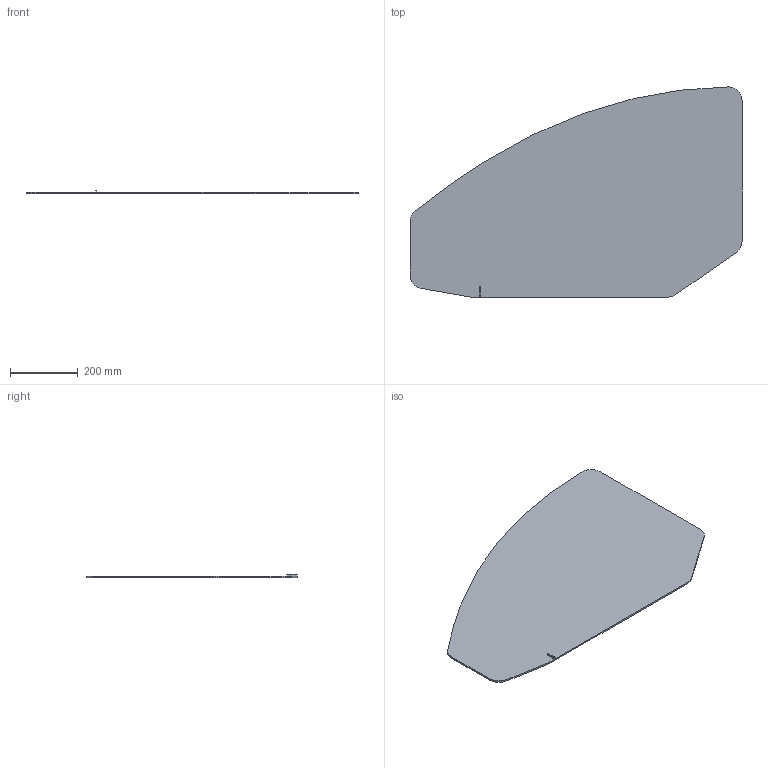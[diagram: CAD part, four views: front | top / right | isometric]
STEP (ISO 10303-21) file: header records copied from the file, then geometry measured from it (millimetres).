
FILE_DESCRIPTION (( 'STEP AP203' ), '1' );
FILE_NAME ('kinh_Default_sldprt.STEP', '2023-11-26T11:59:07', ( '' ), ( '' ), 'SwSTEP 2.0', 'SolidWorks 2019', '' );
FILE_SCHEMA (( 'CONFIG_CONTROL_DESIGN' ));
Length unit declared in the file: millimetre
Products named in the file (1): kinh_Default_sldprt
Bounding box: 977.05 x 618.43 x 10 mm (x, y, z)
Volume: 2343697.9 mm3; surface area: 951356 mm2
Topology: 1 solids, 1 shells, 17 faces, 45 edges, 30 vertices
Faces by surface type: plane 11, cylinder 5, bspline 1
Entity records: 616 total; most frequent: CARTESIAN_POINT 110, ORIENTED_EDGE 90, DIRECTION 87, EDGE_CURVE 45, LINE 33, VECTOR 33, VERTEX_POINT 30, AXIS2_PLACEMENT_3D 27
